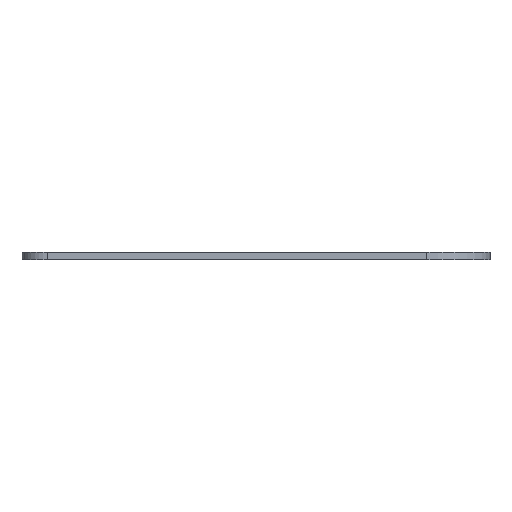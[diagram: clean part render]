
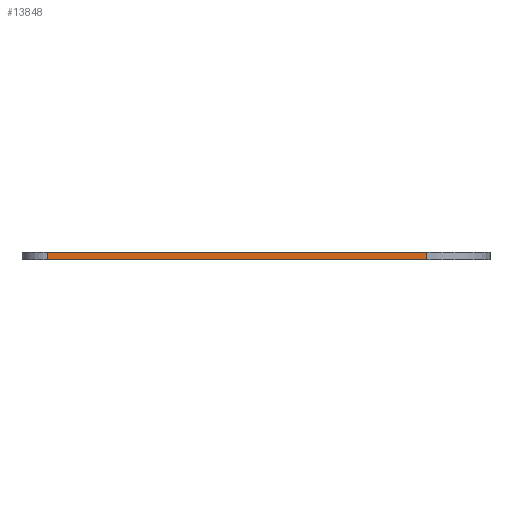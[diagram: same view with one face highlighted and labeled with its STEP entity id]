
A CAD part, left-side view. The second image highlights one B-rep face of the part: STEP entity #13848.
In plain terms, the highlighted planar face has unit normal (-1, 0, 0).
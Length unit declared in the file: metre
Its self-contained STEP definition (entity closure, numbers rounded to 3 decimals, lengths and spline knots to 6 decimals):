
#622=FACE_OUTER_BOUND('',#1574,.T.);
#1574=EDGE_LOOP('',(#10693,#10694,#10695,#10696));
#2278=LINE('',#20224,#3672);
#2621=LINE('',#21618,#4015);
#2967=LINE('',#23019,#4361);
#2969=LINE('',#23022,#4363);
#3672=VECTOR('',#15994,1.);
#4015=VECTOR('',#17045,1.);
#4361=VECTOR('',#18103,1.);
#4363=VECTOR('',#18107,1.);
#5776=VERTEX_POINT('',#20210);
#5782=VERTEX_POINT('',#20222);
#6478=VERTEX_POINT('',#21615);
#6479=VERTEX_POINT('',#21617);
#7186=EDGE_CURVE('',#5776,#5782,#2278,.T.);
#7882=EDGE_CURVE('',#6478,#6479,#2621,.T.);
#8583=EDGE_CURVE('',#5776,#6478,#2967,.T.);
#8585=EDGE_CURVE('',#5782,#6479,#2969,.T.);
#10693=ORIENTED_EDGE('',*,*,#7186,.T.);
#10694=ORIENTED_EDGE('',*,*,#8585,.T.);
#10695=ORIENTED_EDGE('',*,*,#7882,.F.);
#10696=ORIENTED_EDGE('',*,*,#8583,.F.);
#13499=PLANE('',#15278);
#13848=ADVANCED_FACE('',(#622),#13499,.T.);
#15278=AXIS2_PLACEMENT_3D('',#23021,#18105,#18106);
#15994=DIRECTION('',(0.,-1.,0.));
#17045=DIRECTION('',(0.,-1.,0.));
#18103=DIRECTION('',(0.,0.,1.));
#18105=DIRECTION('center_axis',(-1.,0.,0.));
#18106=DIRECTION('ref_axis',(0.,-1.,0.));
#18107=DIRECTION('',(0.,0.,1.));
#20210=CARTESIAN_POINT('',(-0.00508,0.0889,0.));
#20222=CARTESIAN_POINT('',(-0.00508,0.0127,0.));
#20224=CARTESIAN_POINT('',(-0.00508,0.0889,0.));
#21615=CARTESIAN_POINT('',(-0.00508,0.0889,0.001588));
#21617=CARTESIAN_POINT('',(-0.00508,0.0127,0.001588));
#21618=CARTESIAN_POINT('',(-0.00508,0.0889,0.001588));
#23019=CARTESIAN_POINT('',(-0.00508,0.0889,0.));
#23021=CARTESIAN_POINT('Origin',(-0.00508,0.0889,0.));
#23022=CARTESIAN_POINT('',(-0.00508,0.0127,0.));
